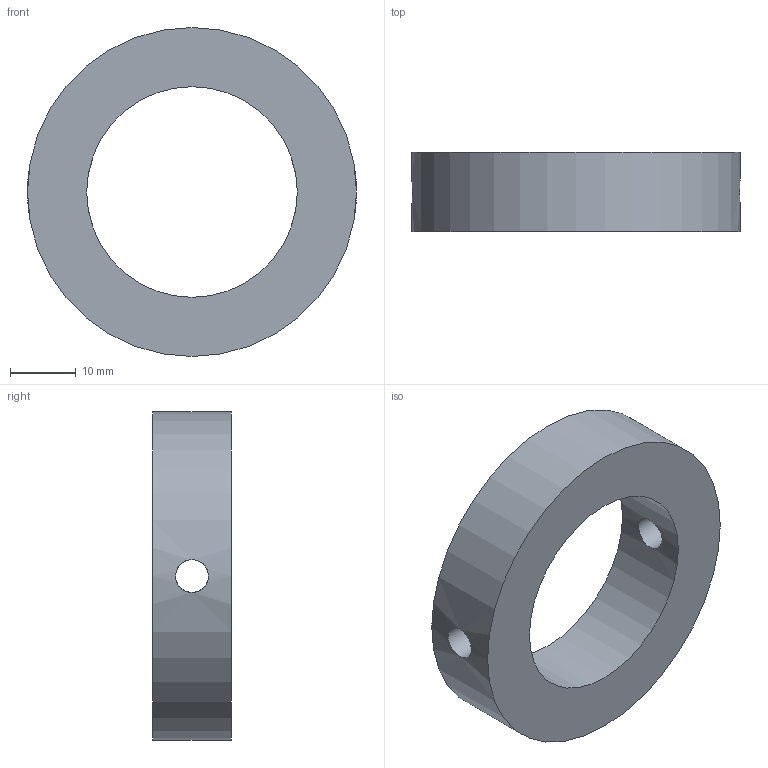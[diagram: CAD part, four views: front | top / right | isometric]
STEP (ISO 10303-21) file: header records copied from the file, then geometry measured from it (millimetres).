
FILE_DESCRIPTION(/* description */ ('STEP AP242','CAx-IF Rec.Pracs.---Representation and Presentation of Product Manufacturing Information (PMI)---4.0---2014-10-13','CAx-IF Rec.Pracs.---3D Tessellated Geometry---0.4---2014-09-14','2;1'),/* implementation_level */ '2;1');
FILE_NAME(/* name */ '6584120a0bde72428732f05c',/* time_stamp */ '2023-12-21T10:23:07Z',/* author */ (''),/* organization */ (''),/* preprocessor_version */ 'ST-DEVELOPER v19.4',/* originating_system */ ' ',/* authorisation */ ' ');
FILE_SCHEMA (('AP242_MANAGED_MODEL_BASED_3D_ENGINEERING_MIM_LF { 1 0 10303 442 1 1 4 }'));
Length unit declared in the file: metre
Products named in the file (1): Part 1
Bounding box: 50 x 12 x 50 mm (x, y, z)
Volume: 13557 mm3; surface area: 5615.1 mm2
Topology: 1 solids, 1 shells, 6 faces, 17 edges, 13 vertices
Faces by surface type: cylinder 4, plane 2
Full cylindrical faces by diameter (mm): 5 x2, 32 x1, 50 x1
Entity records: 224 total; most frequent: CARTESIAN_POINT 71, DIRECTION 22, ORIENTED_EDGE 20, EDGE_LOOP 16, FACE_BOUND 16, AXIS2_PLACEMENT_3D 11, EDGE_CURVE 10, VERTEX_POINT 10
